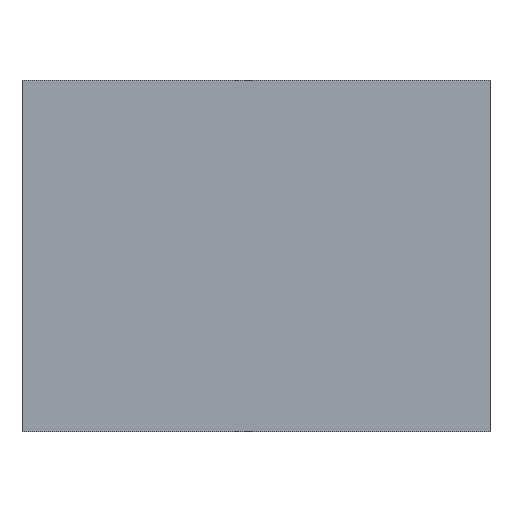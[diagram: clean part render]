
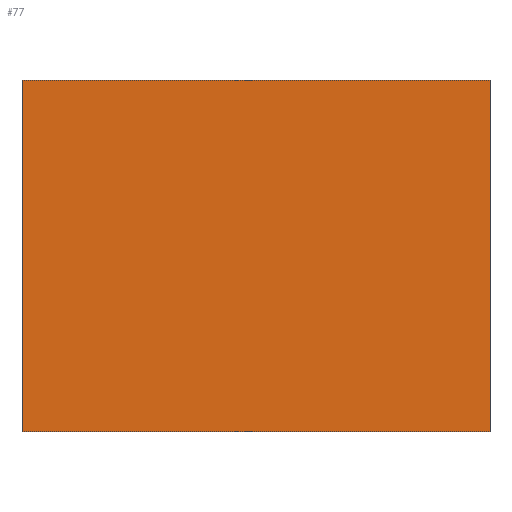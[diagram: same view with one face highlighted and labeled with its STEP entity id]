
A CAD part, left-side view. The second image highlights one B-rep face of the part: STEP entity #77.
In plain terms, the highlighted planar face has unit normal (-1, 0, 0).
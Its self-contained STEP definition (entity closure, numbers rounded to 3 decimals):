
#77 = ADVANCED_FACE( '', ( #90 ), #91, .F. );
#90 = FACE_OUTER_BOUND( '', #110, .T. );
#91 = PLANE( '', #111 );
#110 = EDGE_LOOP( '', ( #144, #145, #146, #147 ) );
#111 = AXIS2_PLACEMENT_3D( '', #148, #149, #150 );
#144 = ORIENTED_EDGE( '', *, *, #214, .T. );
#145 = ORIENTED_EDGE( '', *, *, #215, .F. );
#146 = ORIENTED_EDGE( '', *, *, #216, .F. );
#147 = ORIENTED_EDGE( '', *, *, #205, .T. );
#148 = CARTESIAN_POINT( '', ( -75., -100., 75. ) );
#149 = DIRECTION( '', ( 1., 0., 0. ) );
#150 = DIRECTION( '', ( 0., 0., -1. ) );
#205 = EDGE_CURVE( '', #231, #229, #232, .T. );
#214 = EDGE_CURVE( '', #229, #246, #248, .T. );
#215 = EDGE_CURVE( '', #249, #246, #250, .T. );
#216 = EDGE_CURVE( '', #231, #249, #251, .T. );
#229 = VERTEX_POINT( '', #269 );
#231 = VERTEX_POINT( '', #272 );
#232 = LINE( '', #273, #274 );
#246 = VERTEX_POINT( '', #295 );
#248 = LINE( '', #298, #299 );
#249 = VERTEX_POINT( '', #300 );
#250 = LINE( '', #301, #302 );
#251 = LINE( '', #303, #304 );
#269 = CARTESIAN_POINT( '', ( -75., 100., 75. ) );
#272 = CARTESIAN_POINT( '', ( -75., -100., 75. ) );
#273 = CARTESIAN_POINT( '', ( -75., -100., 75. ) );
#274 = VECTOR( '', #333, 1000. );
#295 = CARTESIAN_POINT( '', ( -75., 100., -75. ) );
#298 = CARTESIAN_POINT( '', ( -75., 100., 75. ) );
#299 = VECTOR( '', #342, 1000. );
#300 = CARTESIAN_POINT( '', ( -75., -100., -75. ) );
#301 = CARTESIAN_POINT( '', ( -75., -100., -75. ) );
#302 = VECTOR( '', #343, 1000. );
#303 = CARTESIAN_POINT( '', ( -75., -100., 75. ) );
#304 = VECTOR( '', #344, 1000. );
#333 = DIRECTION( '', ( 0., 1., 0. ) );
#342 = DIRECTION( '', ( 0., 0., -1. ) );
#343 = DIRECTION( '', ( 0., 1., 0. ) );
#344 = DIRECTION( '', ( 0., 0., -1. ) );
